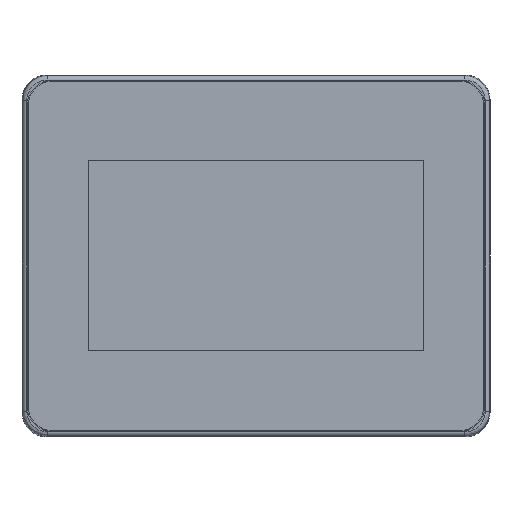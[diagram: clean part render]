
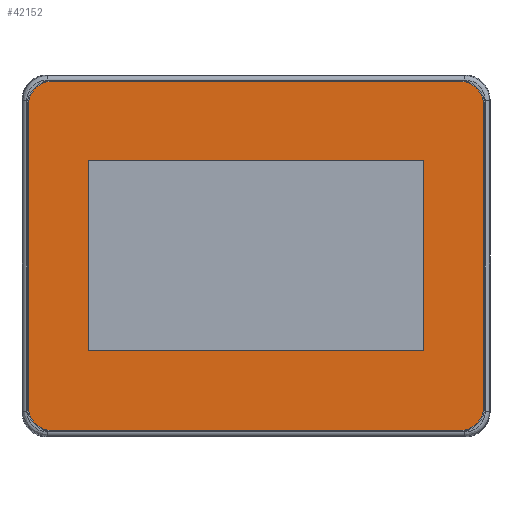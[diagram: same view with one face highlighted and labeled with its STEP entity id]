
A CAD part, top view. The second image highlights one B-rep face of the part: STEP entity #42152.
In plain terms, the highlighted planar face has unit normal (0, 0, 1).
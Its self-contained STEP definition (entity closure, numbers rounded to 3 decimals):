
#41992=CARTESIAN_POINT('',(-57.5,42.5,4.5));
#41993=DIRECTION('',(0.,0.,-1.));
#41994=DIRECTION('',(-1.,0.,0.));
#41995=AXIS2_PLACEMENT_3D('',#41992,#41993,#41994);
#41997=DIRECTION('',(1.,0.,0.));
#41998=VECTOR('',#41997,115.);
#41999=CARTESIAN_POINT('',(-57.5,49.25,4.5));
#42000=LINE('',#41999,#41998);
#42001=CARTESIAN_POINT('',(57.5,42.5,4.5));
#42002=DIRECTION('',(0.,0.,-1.));
#42003=DIRECTION('',(0.,1.,0.));
#42004=AXIS2_PLACEMENT_3D('',#42001,#42002,#42003);
#42006=DIRECTION('',(0.,-1.,0.));
#42007=VECTOR('',#42006,85.);
#42008=CARTESIAN_POINT('',(64.25,42.5,4.5));
#42009=LINE('',#42008,#42007);
#42010=CARTESIAN_POINT('',(57.5,-42.5,4.5));
#42011=DIRECTION('',(0.,0.,-1.));
#42012=DIRECTION('',(1.,0.,0.));
#42013=AXIS2_PLACEMENT_3D('',#42010,#42011,#42012);
#42015=DIRECTION('',(-1.,0.,0.));
#42016=VECTOR('',#42015,115.);
#42017=CARTESIAN_POINT('',(57.5,-49.25,4.5));
#42018=LINE('',#42017,#42016);
#42019=CARTESIAN_POINT('',(-57.5,-42.5,4.5));
#42020=DIRECTION('',(0.,0.,-1.));
#42021=DIRECTION('',(0.,-1.,0.));
#42022=AXIS2_PLACEMENT_3D('',#42019,#42020,#42021);
#42024=DIRECTION('',(0.,1.,0.));
#42025=VECTOR('',#42024,85.);
#42026=CARTESIAN_POINT('',(-64.25,-42.5,4.5));
#42027=LINE('',#42026,#42025);
#42028=DIRECTION('',(1.,0.,0.));
#42029=VECTOR('',#42028,94.54);
#42030=CARTESIAN_POINT('',(-47.27,-26.68,4.5));
#42031=LINE('',#42030,#42029);
#42032=DIRECTION('',(0.,1.,0.));
#42033=VECTOR('',#42032,53.61);
#42034=CARTESIAN_POINT('',(47.27,-26.68,4.5));
#42035=LINE('',#42034,#42033);
#42036=DIRECTION('',(-1.,0.,0.));
#42037=VECTOR('',#42036,94.54);
#42038=CARTESIAN_POINT('',(47.27,26.93,4.5));
#42039=LINE('',#42038,#42037);
#42040=DIRECTION('',(0.,-1.,0.));
#42041=VECTOR('',#42040,53.61);
#42042=CARTESIAN_POINT('',(-47.27,26.93,4.5));
#42043=LINE('',#42042,#42041);
#42072=CARTESIAN_POINT('',(-57.5,49.25,4.5));
#42073=CARTESIAN_POINT('',(-64.25,42.5,4.5));
#42074=VERTEX_POINT('',#42072);
#42075=VERTEX_POINT('',#42073);
#42076=CARTESIAN_POINT('',(-64.25,-42.5,4.5));
#42077=VERTEX_POINT('',#42076);
#42078=CARTESIAN_POINT('',(-57.5,-49.25,4.5));
#42079=VERTEX_POINT('',#42078);
#42080=CARTESIAN_POINT('',(57.5,-49.25,4.5));
#42081=VERTEX_POINT('',#42080);
#42082=CARTESIAN_POINT('',(64.25,-42.5,4.5));
#42083=VERTEX_POINT('',#42082);
#42084=CARTESIAN_POINT('',(64.25,42.5,4.5));
#42085=VERTEX_POINT('',#42084);
#42086=CARTESIAN_POINT('',(57.5,49.25,4.5));
#42087=VERTEX_POINT('',#42086);
#42096=CARTESIAN_POINT('',(-47.27,-26.68,4.5));
#42097=CARTESIAN_POINT('',(47.27,-26.68,4.5));
#42098=VERTEX_POINT('',#42096);
#42099=VERTEX_POINT('',#42097);
#42100=CARTESIAN_POINT('',(47.27,26.93,4.5));
#42101=VERTEX_POINT('',#42100);
#42102=CARTESIAN_POINT('',(-47.27,26.93,4.5));
#42103=VERTEX_POINT('',#42102);
#42120=CARTESIAN_POINT('',(0.,0.,4.5));
#42121=DIRECTION('',(0.,0.,1.));
#42122=DIRECTION('',(-1.,0.,0.));
#42123=AXIS2_PLACEMENT_3D('',#42120,#42121,#42122);
#42124=PLANE('',#42123);
#42126=ORIENTED_EDGE('',*,*,#42125,.T.);
#42128=ORIENTED_EDGE('',*,*,#42127,.T.);
#42130=ORIENTED_EDGE('',*,*,#42129,.T.);
#42132=ORIENTED_EDGE('',*,*,#42131,.T.);
#42134=ORIENTED_EDGE('',*,*,#42133,.T.);
#42136=ORIENTED_EDGE('',*,*,#42135,.T.);
#42138=ORIENTED_EDGE('',*,*,#42137,.T.);
#42140=ORIENTED_EDGE('',*,*,#42139,.T.);
#42141=EDGE_LOOP('',(#42126,#42128,#42130,#42132,#42134,#42136,#42138,#42140));
#42142=FACE_OUTER_BOUND('',#42141,.F.);
#42143=ORIENTED_EDGE('',*,*,#42109,.T.);
#42145=ORIENTED_EDGE('',*,*,#42144,.T.);
#42147=ORIENTED_EDGE('',*,*,#42146,.T.);
#42149=ORIENTED_EDGE('',*,*,#42148,.T.);
#42150=EDGE_LOOP('',(#42143,#42145,#42147,#42149));
#42151=FACE_BOUND('',#42150,.F.);
#42152=ADVANCED_FACE('',(#42142,#42151),#42124,.T.);
#41996=CIRCLE('',#41995,6.75);
#42005=CIRCLE('',#42004,6.75);
#42014=CIRCLE('',#42013,6.75);
#42023=CIRCLE('',#42022,6.75);
#42109=EDGE_CURVE('',#42098,#42099,#42031,.T.);
#42125=EDGE_CURVE('',#42075,#42074,#41996,.T.);
#42127=EDGE_CURVE('',#42074,#42087,#42000,.T.);
#42129=EDGE_CURVE('',#42087,#42085,#42005,.T.);
#42131=EDGE_CURVE('',#42085,#42083,#42009,.T.);
#42133=EDGE_CURVE('',#42083,#42081,#42014,.T.);
#42135=EDGE_CURVE('',#42081,#42079,#42018,.T.);
#42137=EDGE_CURVE('',#42079,#42077,#42023,.T.);
#42139=EDGE_CURVE('',#42077,#42075,#42027,.T.);
#42144=EDGE_CURVE('',#42099,#42101,#42035,.T.);
#42146=EDGE_CURVE('',#42101,#42103,#42039,.T.);
#42148=EDGE_CURVE('',#42103,#42098,#42043,.T.);
